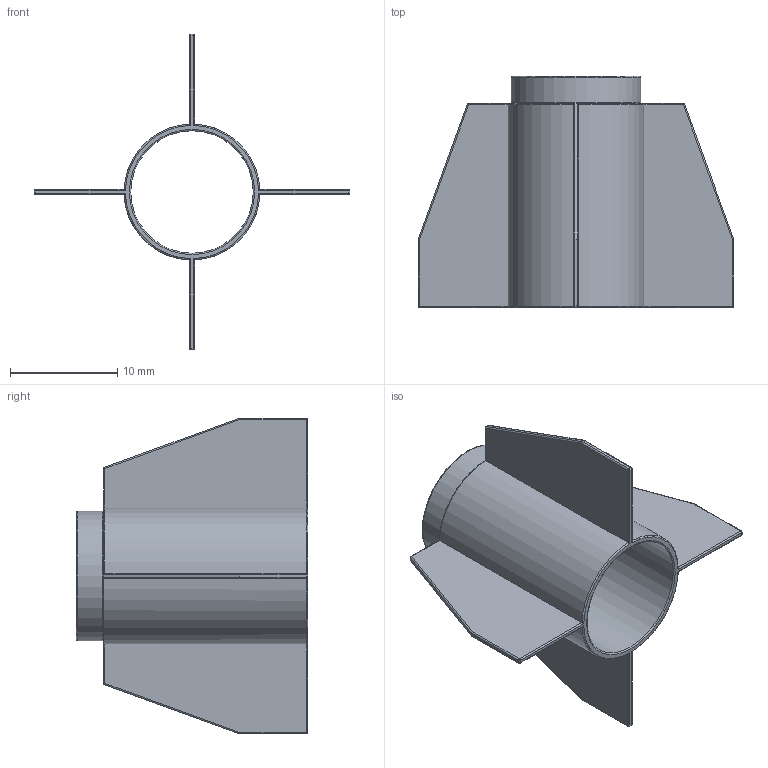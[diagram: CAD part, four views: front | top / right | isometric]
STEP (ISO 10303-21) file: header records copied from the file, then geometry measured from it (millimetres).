
FILE_DESCRIPTION(/* description */ (''),/* implementation_level */ '2;1');
FILE_NAME(/* name */ 'Rocket Fins v1.step',/* time_stamp */ '2023-05-20T11:45:14-04:00',/* author */ (''),/* organization */ (''),/* preprocessor_version */ 'ST-DEVELOPER v19.2',/* originating_system */ 'Autodesk Translation Framework v12.4.0.73',/* authorisation */ '');
FILE_SCHEMA (('AUTOMOTIVE_DESIGN { 1 0 10303 214 3 1 1 }'));
Length unit declared in the file: inch
Products named in the file (1): Rocket Fins
Bounding box: 29.48 x 21.59 x 29.48 mm (x, y, z)
Volume: 752.1 mm3; surface area: 2724.8 mm2
Topology: 1 solids, 1 shells, 86 faces, 187 edges, 104 vertices
Faces by surface type: cylinder 44, plane 19, sphere 12, torus 11
Full cylindrical faces by diameter (mm): 11.43 x1, 12.065 x1
Entity records: 2538 total; most frequent: CARTESIAN_POINT 608, DIRECTION 424, ORIENTED_EDGE 374, EDGE_CURVE 187, AXIS2_PLACEMENT_3D 166, VERTEX_POINT 104, LINE 92, VECTOR 92
